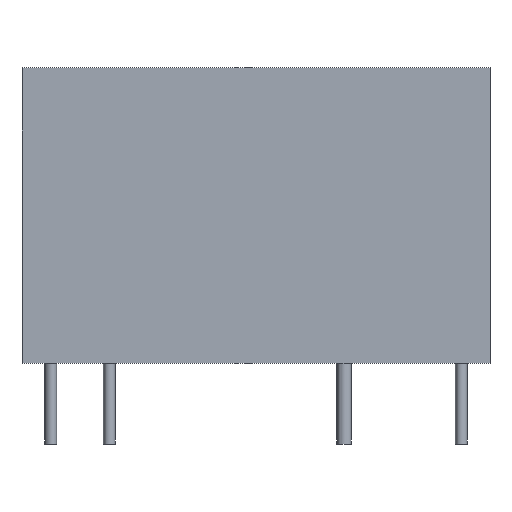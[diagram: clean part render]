
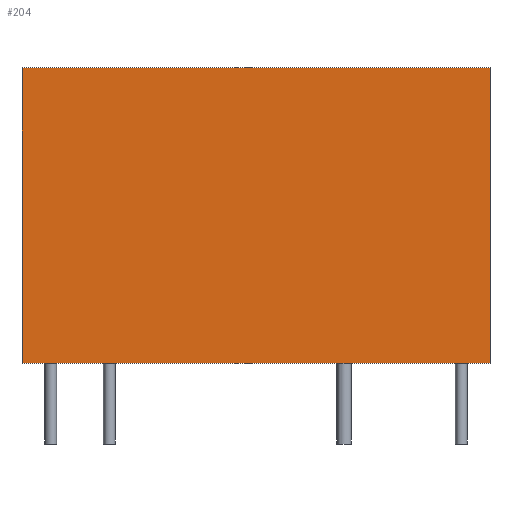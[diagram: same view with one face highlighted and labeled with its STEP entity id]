
A CAD part, top view. The second image highlights one B-rep face of the part: STEP entity #204.
In plain terms, the highlighted planar face has unit normal (0, 0, 1).
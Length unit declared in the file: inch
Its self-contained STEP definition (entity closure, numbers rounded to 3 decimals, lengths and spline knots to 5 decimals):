
#42=FACE_OUTER_BOUND('',#60,.T.);
#60=EDGE_LOOP('',(#171,#172,#173,#174));
#65=LINE('',#313,#81);
#73=LINE('',#350,#89);
#76=LINE('',#354,#92);
#77=LINE('',#356,#93);
#81=VECTOR('',#249,0.3937);
#89=VECTOR('',#291,0.3937);
#92=VECTOR('',#296,0.3937);
#93=VECTOR('',#299,0.3937);
#97=VERTEX_POINT('',#310);
#98=VERTEX_POINT('',#312);
#109=VERTEX_POINT('',#347);
#110=VERTEX_POINT('',#349);
#113=EDGE_CURVE('',#97,#98,#65,.T.);
#129=EDGE_CURVE('',#109,#110,#73,.T.);
#132=EDGE_CURVE('',#109,#98,#76,.T.);
#133=EDGE_CURVE('',#110,#97,#77,.T.);
#171=ORIENTED_EDGE('',*,*,#129,.F.);
#172=ORIENTED_EDGE('',*,*,#132,.T.);
#173=ORIENTED_EDGE('',*,*,#113,.F.);
#174=ORIENTED_EDGE('',*,*,#133,.F.);
#190=PLANE('',#240);
#204=ADVANCED_FACE('',(#42),#190,.T.);
#240=AXIS2_PLACEMENT_3D('',#355,#297,#298);
#249=DIRECTION('',(1.,0.,0.));
#291=DIRECTION('',(-1.,0.,0.));
#296=DIRECTION('',(0.,1.,0.));
#297=DIRECTION('center_axis',(0.,0.,1.));
#298=DIRECTION('ref_axis',(1.,0.,0.));
#299=DIRECTION('',(0.,1.,0.));
#310=CARTESIAN_POINT('',(-0.3995,0.504,0.1045));
#312=CARTESIAN_POINT('',(0.3995,0.504,0.1045));
#313=CARTESIAN_POINT('',(0.3995,0.504,0.1045));
#347=CARTESIAN_POINT('',(0.3995,0.,0.1045));
#349=CARTESIAN_POINT('',(-0.3995,0.,0.1045));
#350=CARTESIAN_POINT('',(0.3995,0.,0.1045));
#354=CARTESIAN_POINT('',(0.3995,0.,0.1045));
#355=CARTESIAN_POINT('Origin',(-0.3995,0.,0.1045));
#356=CARTESIAN_POINT('',(-0.3995,0.,0.1045));
